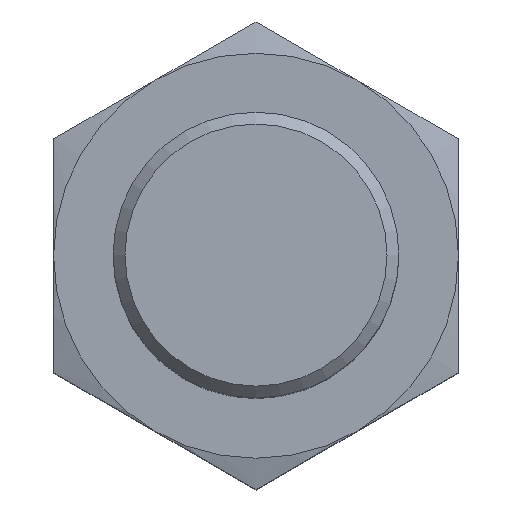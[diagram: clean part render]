
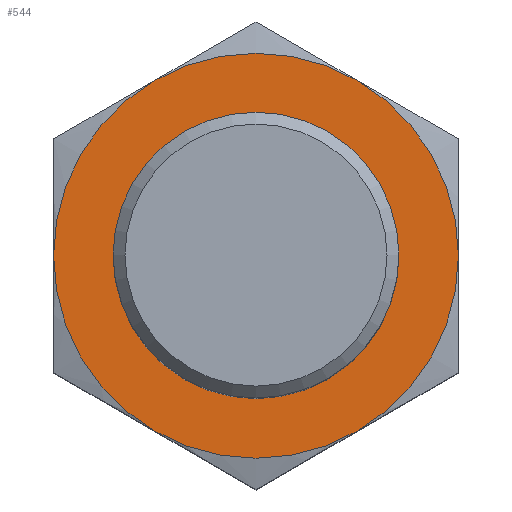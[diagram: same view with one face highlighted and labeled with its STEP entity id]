
A CAD part, top view. The second image highlights one B-rep face of the part: STEP entity #544.
In plain terms, the highlighted face is planar.
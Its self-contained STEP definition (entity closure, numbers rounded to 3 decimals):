
#72=PLANE('',#640);
#186=ORIENTED_EDGE('',*,*,#290,.F.);
#187=ORIENTED_EDGE('',*,*,#270,.T.);
#188=ORIENTED_EDGE('',*,*,#271,.T.);
#189=ORIENTED_EDGE('',*,*,#274,.T.);
#190=ORIENTED_EDGE('',*,*,#280,.T.);
#191=ORIENTED_EDGE('',*,*,#289,.T.);
#192=ORIENTED_EDGE('',*,*,#279,.T.);
#270=EDGE_CURVE('',#328,#330,#364,.T.);
#271=EDGE_CURVE('',#330,#331,#365,.T.);
#274=EDGE_CURVE('',#331,#333,#366,.T.);
#279=EDGE_CURVE('',#335,#328,#367,.T.);
#280=EDGE_CURVE('',#333,#337,#368,.T.);
#289=EDGE_CURVE('',#337,#335,#371,.T.);
#290=EDGE_CURVE('',#342,#342,#372,.T.);
#328=VERTEX_POINT('',#976);
#330=VERTEX_POINT('',#982);
#331=VERTEX_POINT('',#986);
#333=VERTEX_POINT('',#998);
#335=VERTEX_POINT('',#1013);
#337=VERTEX_POINT('',#1022);
#342=VERTEX_POINT('',#1059);
#364=CIRCLE('',#625,8.5);
#365=CIRCLE('',#627,8.5);
#366=CIRCLE('',#629,8.5);
#367=CIRCLE('',#631,8.5);
#368=CIRCLE('',#633,8.5);
#371=CIRCLE('',#639,8.5);
#372=CIRCLE('',#641,6.);
#425=EDGE_LOOP('',(#186));
#426=EDGE_LOOP('',(#187,#188,#189,#190,#191,#192));
#489=FACE_BOUND('',#425,.T.);
#490=FACE_BOUND('',#426,.T.);
#544=ADVANCED_FACE('',(#489,#490),#72,.F.);
#625=AXIS2_PLACEMENT_3D('',#983,#747,#748);
#627=AXIS2_PLACEMENT_3D('',#985,#751,#752);
#629=AXIS2_PLACEMENT_3D('',#997,#755,#756);
#631=AXIS2_PLACEMENT_3D('',#1019,#759,#760);
#633=AXIS2_PLACEMENT_3D('',#1021,#763,#764);
#639=AXIS2_PLACEMENT_3D('',#1056,#775,#776);
#640=AXIS2_PLACEMENT_3D('',#1057,#777,#778);
#641=AXIS2_PLACEMENT_3D('',#1058,#779,#780);
#747=DIRECTION('',(1.,0.,0.));
#748=DIRECTION('',(0.,0.,-1.));
#751=DIRECTION('',(1.,0.,0.));
#752=DIRECTION('',(0.,0.,-1.));
#755=DIRECTION('',(1.,0.,0.));
#756=DIRECTION('',(0.,0.,-1.));
#759=DIRECTION('',(1.,0.,0.));
#760=DIRECTION('',(0.,0.,-1.));
#763=DIRECTION('',(1.,0.,0.));
#764=DIRECTION('',(0.,0.,-1.));
#775=DIRECTION('',(1.,0.,0.));
#776=DIRECTION('',(0.,0.,-1.));
#777=DIRECTION('',(-1.,0.,0.));
#778=DIRECTION('',(0.,0.,1.));
#779=DIRECTION('',(1.,0.,0.));
#780=DIRECTION('',(0.,0.,-1.));
#976=CARTESIAN_POINT('',(4.,0.,-8.5));
#982=CARTESIAN_POINT('',(4.,7.361,-4.25));
#983=CARTESIAN_POINT('',(4.,0.,0.));
#985=CARTESIAN_POINT('',(4.,0.,0.));
#986=CARTESIAN_POINT('',(4.,7.361,4.25));
#997=CARTESIAN_POINT('',(4.,0.,0.));
#998=CARTESIAN_POINT('',(4.,0.,8.5));
#1013=CARTESIAN_POINT('',(4.,-7.361,-4.25));
#1019=CARTESIAN_POINT('',(4.,0.,0.));
#1021=CARTESIAN_POINT('',(4.,0.,0.));
#1022=CARTESIAN_POINT('',(4.,-7.361,4.25));
#1056=CARTESIAN_POINT('',(4.,0.,0.));
#1057=CARTESIAN_POINT('',(4.,8.5,0.));
#1058=CARTESIAN_POINT('',(4.,0.,0.));
#1059=CARTESIAN_POINT('',(4.,0.,-6.));
